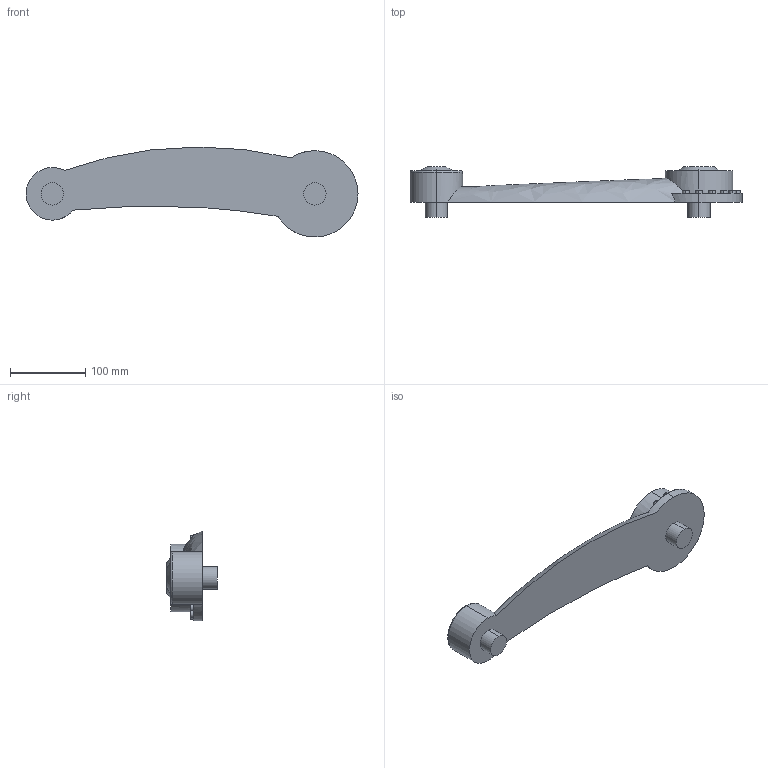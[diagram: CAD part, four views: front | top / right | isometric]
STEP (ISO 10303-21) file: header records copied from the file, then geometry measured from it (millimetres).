
FILE_DESCRIPTION (( 'STEP AP203' ), '1' );
FILE_NAME ('Part3 final_Default_sldprt.STEP', '2024-04-13T19:24:46', ( '' ), ( '' ), 'SwSTEP 2.0', 'SolidWorks 2022', '' );
FILE_SCHEMA (( 'CONFIG_CONTROL_DESIGN' ));
Length unit declared in the file: millimetre
Products named in the file (1): Part3 final_Default_sldprt
Bounding box: 442.5 x 67 x 119.95 mm (x, y, z)
Volume: 915123.2 mm3; surface area: 102242.6 mm2
Topology: 1 solids, 1 shells, 114 faces, 234 edges, 154 vertices
Faces by surface type: cylinder 71, plane 36, cone 4, torus 2, bspline 1
Entity records: 3293 total; most frequent: CARTESIAN_POINT 656, DIRECTION 606, ORIENTED_EDGE 468, AXIS2_PLACEMENT_3D 266, EDGE_CURVE 234, VERTEX_POINT 154, CIRCLE 152, EDGE_LOOP 146
